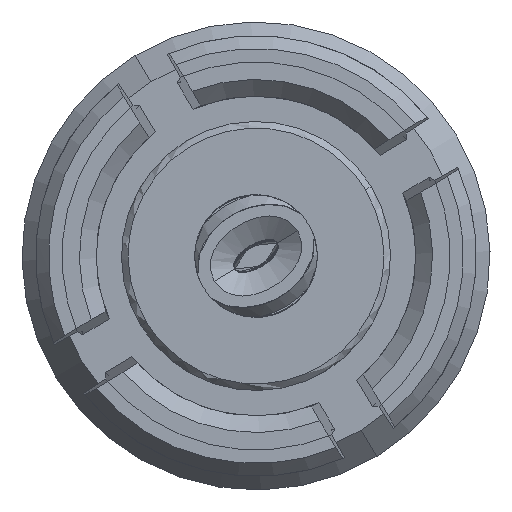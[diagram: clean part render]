
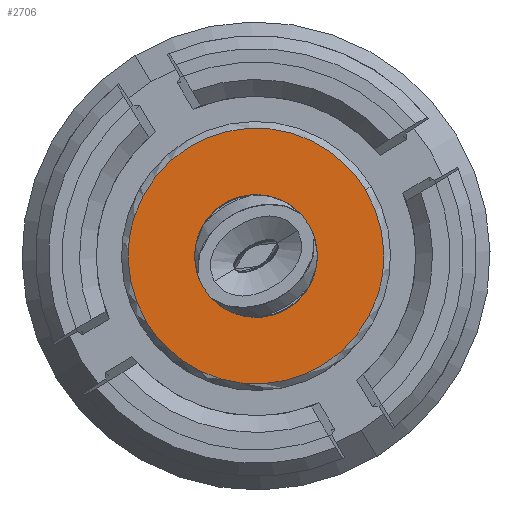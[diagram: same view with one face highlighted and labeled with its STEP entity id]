
A CAD part, left-side view. The second image highlights one B-rep face of the part: STEP entity #2706.
In plain terms, the highlighted planar face has unit normal (-1, 0, 0).
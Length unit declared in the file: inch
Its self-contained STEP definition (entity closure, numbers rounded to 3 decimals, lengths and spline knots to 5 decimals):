
#48 = CARTESIAN_POINT ( 'NONE',  ( 0.005, -0.076, 0.038 ) ) ;
#157 = EDGE_CURVE ( 'NONE', #714, #847, #1794, .T. ) ;
#366 = FACE_BOUND ( 'NONE', #1645, .T. ) ;
#425 = EDGE_CURVE ( 'NONE', #1625, #2834, #1455, .T. ) ;
#426 = PLANE ( 'NONE',  #3750 ) ;
#453 = EDGE_LOOP ( 'NONE', ( #860, #2797 ) ) ;
#469 = DIRECTION ( 'NONE',  ( 1., 0., 0. ) ) ;
#477 = AXIS2_PLACEMENT_3D ( 'NONE', #872, #3276, #2699 ) ;
#714 = VERTEX_POINT ( 'NONE', #3495 ) ;
#793 =( BOUNDED_CURVE ( )  B_SPLINE_CURVE ( 3, ( #1786, #3487, #3204, #1483 ),
 .UNSPECIFIED., .F., .F. ) 
 B_SPLINE_CURVE_WITH_KNOTS ( ( 4, 4 ),
 ( 0., 1. ),
 .UNSPECIFIED. ) 
 CURVE ( )  GEOMETRIC_REPRESENTATION_ITEM ( )  RATIONAL_B_SPLINE_CURVE ( ( 1., 0.333, 0.333, 1. ) ) 
 REPRESENTATION_ITEM ( '' )  );
#847 = VERTEX_POINT ( 'NONE', #2397 ) ;
#860 = ORIENTED_EDGE ( 'NONE', *, *, #2525, .F. ) ;
#872 = CARTESIAN_POINT ( 'NONE',  ( 0.005, 0., 0. ) ) ;
#939 = CARTESIAN_POINT ( 'NONE',  ( 0.005, 0., -0.038 ) ) ;
#1115 = CARTESIAN_POINT ( 'NONE',  ( 0.005, 0., 0. ) ) ;
#1349 = EDGE_CURVE ( 'NONE', #2834, #1625, #3732, .T. ) ;
#1455 = CIRCLE ( 'NONE', #2441, 0.01825 ) ;
#1483 = CARTESIAN_POINT ( 'NONE',  ( 0.005, 0., 0.038 ) ) ;
#1625 = VERTEX_POINT ( 'NONE', #3764 ) ;
#1645 = EDGE_LOOP ( 'NONE', ( #1911, #1662 ) ) ;
#1662 = ORIENTED_EDGE ( 'NONE', *, *, #425, .T. ) ;
#1786 = CARTESIAN_POINT ( 'NONE',  ( 0.005, 0., -0.038 ) ) ;
#1794 =( BOUNDED_CURVE ( )  B_SPLINE_CURVE ( 3, ( #2691, #48, #3574, #939 ),
 .UNSPECIFIED., .F., .F. ) 
 B_SPLINE_CURVE_WITH_KNOTS ( ( 4, 4 ),
 ( 0., 1. ),
 .UNSPECIFIED. ) 
 CURVE ( )  GEOMETRIC_REPRESENTATION_ITEM ( )  RATIONAL_B_SPLINE_CURVE ( ( 1., 0.333, 0.333, 1. ) ) 
 REPRESENTATION_ITEM ( '' )  );
#1911 = ORIENTED_EDGE ( 'NONE', *, *, #1349, .T. ) ;
#2193 = DIRECTION ( 'NONE',  ( -1., 0., 0. ) ) ;
#2397 = CARTESIAN_POINT ( 'NONE',  ( 0.005, 0., -0.038 ) ) ;
#2441 = AXIS2_PLACEMENT_3D ( 'NONE', #1115, #469, #3411 ) ;
#2525 = EDGE_CURVE ( 'NONE', #847, #714, #793, .T. ) ;
#2691 = CARTESIAN_POINT ( 'NONE',  ( 0.005, 0., 0.038 ) ) ;
#2699 = DIRECTION ( 'NONE',  ( 0., 0., 1. ) ) ;
#2706 = ADVANCED_FACE ( 'NONE', ( #366, #3003 ), #426, .T. ) ;
#2797 = ORIENTED_EDGE ( 'NONE', *, *, #157, .F. ) ;
#2834 = VERTEX_POINT ( 'NONE', #3466 ) ;
#3003 = FACE_OUTER_BOUND ( 'NONE', #453, .T. ) ;
#3044 = CARTESIAN_POINT ( 'NONE',  ( 0.005, 0., 0. ) ) ;
#3204 = CARTESIAN_POINT ( 'NONE',  ( 0.005, 0.076, 0.038 ) ) ;
#3276 = DIRECTION ( 'NONE',  ( 1., 0., 0. ) ) ;
#3324 = DIRECTION ( 'NONE',  ( 0., 0., 1. ) ) ;
#3411 = DIRECTION ( 'NONE',  ( 0., 0., 1. ) ) ;
#3466 = CARTESIAN_POINT ( 'NONE',  ( 0.005, 0., 0.01825 ) ) ;
#3487 = CARTESIAN_POINT ( 'NONE',  ( 0.005, 0.076, -0.038 ) ) ;
#3495 = CARTESIAN_POINT ( 'NONE',  ( 0.005, 0., 0.038 ) ) ;
#3574 = CARTESIAN_POINT ( 'NONE',  ( 0.005, -0.076, -0.038 ) ) ;
#3732 = CIRCLE ( 'NONE', #477, 0.01825 ) ;
#3750 = AXIS2_PLACEMENT_3D ( 'NONE', #3044, #2193, #3324 ) ;
#3764 = CARTESIAN_POINT ( 'NONE',  ( 0.005, 0., -0.01825 ) ) ;
